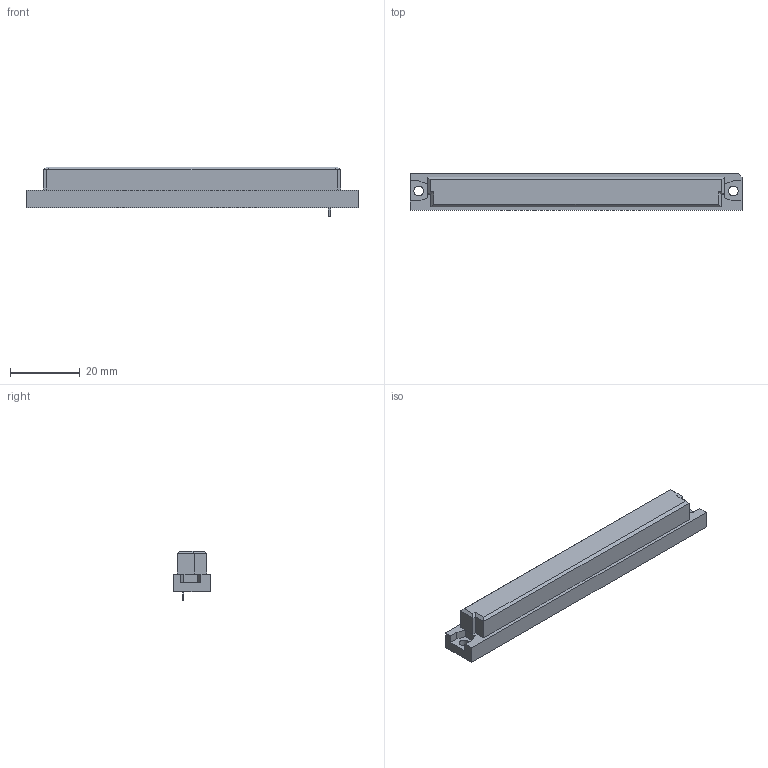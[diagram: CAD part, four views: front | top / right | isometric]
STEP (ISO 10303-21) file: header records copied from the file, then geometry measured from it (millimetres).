
FILE_DESCRIPTION(('FreeCAD Model'),'2;1');
FILE_NAME('Open CASCADE Shape Model','2023-08-28T20:48:26',(''),(''), 'Open CASCADE STEP processor 7.6','FreeCAD','Unknown');
FILE_SCHEMA(('AUTOMOTIVE_DESIGN { 1 0 10303 214 1 1 1 1 }'));
Length unit declared in the file: millimetre
Products named in the file (1): Body
Bounding box: 95 x 10.5 x 14.14 mm (x, y, z)
Volume: 9527.3 mm3; surface area: 4268.5 mm2
Topology: 1 solids, 1 shells, 44 faces, 111 edges, 70 vertices
Faces by surface type: plane 42, cylinder 2
Full cylindrical faces by diameter (mm): 2.8 x2
Entity records: 2756 total; most frequent: CARTESIAN_POINT 448, DIRECTION 427, LINE 325, VECTOR 325, ORIENTED_EDGE 222, PCURVE 222, DEFINITIONAL_REPRESENTATION 222, EDGE_CURVE 111
